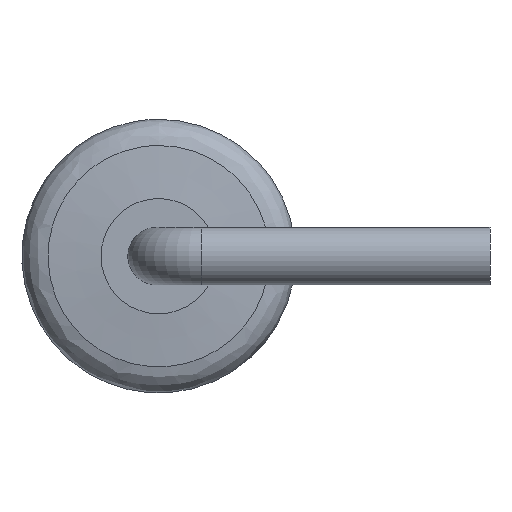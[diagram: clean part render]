
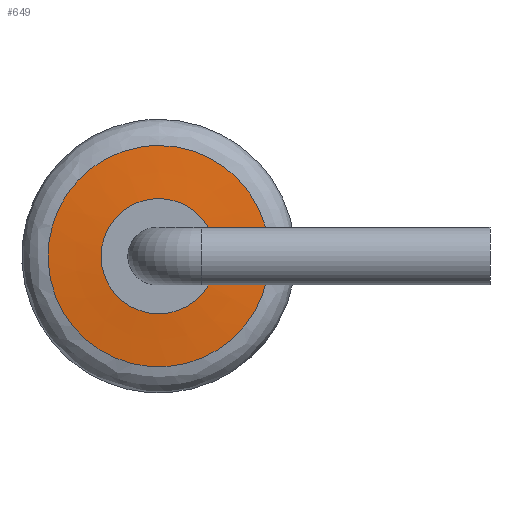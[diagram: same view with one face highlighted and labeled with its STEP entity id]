
A CAD part, left-side view. The second image highlights one B-rep face of the part: STEP entity #649.
In plain terms, the highlighted conical face has half-angle 84.806 degrees and reference radius 0.8 mm.
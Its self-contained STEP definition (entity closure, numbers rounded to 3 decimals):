
#410 = ( BOUNDED_SURFACE() B_SPLINE_SURFACE(2,13,(
    (#411,#412,#413,#414,#415,#416,#417,#418,#419,#420,#421,#422,#423
      ,#424)
    ,(#425,#426,#427,#428,#429,#430,#431,#432,#433,#434,#435,#436,#437
      ,#438)
    ,(#439,#440,#441,#442,#443,#444,#445,#446,#447,#448,#449,#450,#451
,#452
    )),.UNSPECIFIED.,.F.,.T.,.F.) B_SPLINE_SURFACE_WITH_KNOTS((3,3),(14,
    14),(0.,11.938),(0.,11.938),
.PIECEWISE_BEZIER_KNOTS.) GEOMETRIC_REPRESENTATION_ITEM() 
RATIONAL_B_SPLINE_SURFACE((
    (1.,1.,1.,1.,1.,1.,1.,1.,1.,1.,1.,1.,1.,1.)
    ,(0.738,0.738,0.738,0.738
      ,0.738,0.738,0.738,0.738
      ,0.738,0.738,0.738,0.738
      ,0.738,0.738)
,(1.,1.,1.,1.,1.,1.,1.,1.,1.,1.,1.,1.,1.,1.
))) REPRESENTATION_ITEM('') SURFACE() );
#411 = CARTESIAN_POINT('',(-5.433,0.,
    1.536));
#412 = CARTESIAN_POINT('',(-5.433,-0.732,
    1.536));
#413 = CARTESIAN_POINT('',(-5.433,-1.48,
    1.158));
#414 = CARTESIAN_POINT('',(-5.433,-2.016,
    0.38));
#415 = CARTESIAN_POINT('',(-5.433,-2.098,
    -0.691));
#416 = CARTESIAN_POINT('',(-5.433,-1.527,
    -1.616));
#417 = CARTESIAN_POINT('',(-5.433,-0.694,
    -2.295));
#418 = CARTESIAN_POINT('',(-5.433,0.694,
    -2.295));
#419 = CARTESIAN_POINT('',(-5.433,1.527,
    -1.616));
#420 = CARTESIAN_POINT('',(-5.433,2.098,
    -0.691));
#421 = CARTESIAN_POINT('',(-5.433,2.016,0.38
    ));
#422 = CARTESIAN_POINT('',(-5.433,1.48,1.158
    ));
#423 = CARTESIAN_POINT('',(-5.433,0.732,1.536
    ));
#424 = CARTESIAN_POINT('',(-5.433,0.,
    1.536));
#425 = CARTESIAN_POINT('',(-5.4,0.,1.9));
#426 = CARTESIAN_POINT('',(-5.4,-0.905,1.9));
#427 = CARTESIAN_POINT('',(-5.4,-1.831,1.432));
#428 = CARTESIAN_POINT('',(-5.4,-2.493,0.47));
#429 = CARTESIAN_POINT('',(-5.4,-2.595,-0.855));
#430 = CARTESIAN_POINT('',(-5.4,-1.889,
    -1.999));
#431 = CARTESIAN_POINT('',(-5.4,-0.859,
    -2.838));
#432 = CARTESIAN_POINT('',(-5.4,0.859,-2.838
    ));
#433 = CARTESIAN_POINT('',(-5.4,1.889,
    -1.999));
#434 = CARTESIAN_POINT('',(-5.4,2.595,-0.855));
#435 = CARTESIAN_POINT('',(-5.4,2.493,0.47));
#436 = CARTESIAN_POINT('',(-5.4,1.831,1.432));
#437 = CARTESIAN_POINT('',(-5.4,0.905,1.9));
#438 = CARTESIAN_POINT('',(-5.4,0.,1.9));
#439 = CARTESIAN_POINT('',(-5.035,0.,1.9));
#440 = CARTESIAN_POINT('',(-5.035,-0.905,1.9));
#441 = CARTESIAN_POINT('',(-5.035,-1.831,1.432)
  );
#442 = CARTESIAN_POINT('',(-5.035,-2.493,
    0.47));
#443 = CARTESIAN_POINT('',(-5.035,-2.595,
    -0.855));
#444 = CARTESIAN_POINT('',(-5.035,-1.889,
    -1.999));
#445 = CARTESIAN_POINT('',(-5.035,-0.859,-2.838)
  );
#446 = CARTESIAN_POINT('',(-5.035,0.859,
    -2.838));
#447 = CARTESIAN_POINT('',(-5.035,1.889,-1.999
    ));
#448 = CARTESIAN_POINT('',(-5.035,2.595,-0.855
    ));
#449 = CARTESIAN_POINT('',(-5.035,2.493,0.47)
  );
#450 = CARTESIAN_POINT('',(-5.035,1.831,1.432
    ));
#451 = CARTESIAN_POINT('',(-5.035,0.905,1.9));
#452 = CARTESIAN_POINT('',(-5.035,0.,1.9));
#521 = VERTEX_POINT('',#522);
#522 = CARTESIAN_POINT('',(-5.433,0.,
    1.536));
#543 = EDGE_CURVE('',#521,#521,#544,.T.);
#544 = SURFACE_CURVE('',#545,(#560,#567),.PCURVE_S1.);
#545 = ( BOUNDED_CURVE() B_SPLINE_CURVE(13,(#546,#547,#548,#549,#550,
    #551,#552,#553,#554,#555,#556,#557,#558,#559),.UNSPECIFIED.,.T.,.F.)
 B_SPLINE_CURVE_WITH_KNOTS((14,14),(0.,11.938),
.PIECEWISE_BEZIER_KNOTS.) CURVE() GEOMETRIC_REPRESENTATION_ITEM() 
RATIONAL_B_SPLINE_CURVE((1.,1.,1.,1.,1.,1.,1.,1.,1.,1.,1.,1.,1.,1.)) 
REPRESENTATION_ITEM('') );
#546 = CARTESIAN_POINT('',(-5.433,0.,
    1.536));
#547 = CARTESIAN_POINT('',(-5.433,-0.732,
    1.536));
#548 = CARTESIAN_POINT('',(-5.433,-1.48,
    1.158));
#549 = CARTESIAN_POINT('',(-5.433,-2.016,
    0.38));
#550 = CARTESIAN_POINT('',(-5.433,-2.098,
    -0.691));
#551 = CARTESIAN_POINT('',(-5.433,-1.527,
    -1.616));
#552 = CARTESIAN_POINT('',(-5.433,-0.694,
    -2.295));
#553 = CARTESIAN_POINT('',(-5.433,0.694,
    -2.295));
#554 = CARTESIAN_POINT('',(-5.433,1.527,
    -1.616));
#555 = CARTESIAN_POINT('',(-5.433,2.098,
    -0.691));
#556 = CARTESIAN_POINT('',(-5.433,2.016,0.38
    ));
#557 = CARTESIAN_POINT('',(-5.433,1.48,1.158
    ));
#558 = CARTESIAN_POINT('',(-5.433,0.732,1.536
    ));
#559 = CARTESIAN_POINT('',(-5.433,0.,
    1.536));
#560 = PCURVE('',#410,#561);
#561 = DEFINITIONAL_REPRESENTATION('',(#562),#566);
#562 = LINE('',#563,#564);
#563 = CARTESIAN_POINT('',(0.,0.));
#564 = VECTOR('',#565,1.);
#565 = DIRECTION('',(0.,1.));
#566 = ( GEOMETRIC_REPRESENTATION_CONTEXT(2) 
PARAMETRIC_REPRESENTATION_CONTEXT() REPRESENTATION_CONTEXT('2D SPACE',''
  ) );
#567 = PCURVE('',#568,#573);
#568 = CONICAL_SURFACE('',#569,0.8,1.48);
#569 = AXIS2_PLACEMENT_3D('',#570,#571,#572);
#570 = CARTESIAN_POINT('',(-5.5,0.,0.));
#571 = DIRECTION('',(1.,0.,0.));
#572 = DIRECTION('',(0.,0.,1.));
#573 = DEFINITIONAL_REPRESENTATION('',(#574),#613);
#574 = B_SPLINE_CURVE_WITH_KNOTS('',10,(#575,#576,#577,#578,#579,#580,
    #581,#582,#583,#584,#585,#586,#587,#588,#589,#590,#591,#592,#593,
    #594,#595,#596,#597,#598,#599,#600,#601,#602,#603,#604,#605,#606,
    #607,#608,#609,#610,#611,#612),.UNSPECIFIED.,.F.,.F.,(11,9,9,9,11),(
    0.,2.985,5.969,8.954,
    11.938),.UNSPECIFIED.);
#575 = CARTESIAN_POINT('',(0.,0.067));
#576 = CARTESIAN_POINT('',(0.155,0.067));
#577 = CARTESIAN_POINT('',(0.311,0.067));
#578 = CARTESIAN_POINT('',(0.468,0.067));
#579 = CARTESIAN_POINT('',(0.625,0.067));
#580 = CARTESIAN_POINT('',(0.782,0.067));
#581 = CARTESIAN_POINT('',(0.94,0.067));
#582 = CARTESIAN_POINT('',(1.098,0.067));
#583 = CARTESIAN_POINT('',(1.255,0.067));
#584 = CARTESIAN_POINT('',(1.413,0.067));
#585 = CARTESIAN_POINT('',(1.727,0.067));
#586 = CARTESIAN_POINT('',(1.885,0.067));
#587 = CARTESIAN_POINT('',(2.042,0.067));
#588 = CARTESIAN_POINT('',(2.199,0.067));
#589 = CARTESIAN_POINT('',(2.356,0.067));
#590 = CARTESIAN_POINT('',(2.513,0.067));
#591 = CARTESIAN_POINT('',(2.67,0.067));
#592 = CARTESIAN_POINT('',(2.827,0.067));
#593 = CARTESIAN_POINT('',(2.985,0.067));
#594 = CARTESIAN_POINT('',(3.299,0.067));
#595 = CARTESIAN_POINT('',(3.456,0.067));
#596 = CARTESIAN_POINT('',(3.613,0.067));
#597 = CARTESIAN_POINT('',(3.77,0.067));
#598 = CARTESIAN_POINT('',(3.927,0.067));
#599 = CARTESIAN_POINT('',(4.084,0.067));
#600 = CARTESIAN_POINT('',(4.241,0.067));
#601 = CARTESIAN_POINT('',(4.398,0.067));
#602 = CARTESIAN_POINT('',(4.556,0.067));
#603 = CARTESIAN_POINT('',(4.87,0.067));
#604 = CARTESIAN_POINT('',(5.028,0.067));
#605 = CARTESIAN_POINT('',(5.185,0.067));
#606 = CARTESIAN_POINT('',(5.343,0.067));
#607 = CARTESIAN_POINT('',(5.501,0.067));
#608 = CARTESIAN_POINT('',(5.658,0.067));
#609 = CARTESIAN_POINT('',(5.816,0.067));
#610 = CARTESIAN_POINT('',(5.972,0.067));
#611 = CARTESIAN_POINT('',(6.128,0.067));
#612 = CARTESIAN_POINT('',(6.283,0.067));
#613 = ( GEOMETRIC_REPRESENTATION_CONTEXT(2) 
PARAMETRIC_REPRESENTATION_CONTEXT() REPRESENTATION_CONTEXT('2D SPACE',''
  ) );
#649 = ADVANCED_FACE('',(#650),#568,.T.);
#650 = FACE_BOUND('',#651,.T.);
#651 = EDGE_LOOP('',(#652,#675,#702,#703));
#652 = ORIENTED_EDGE('',*,*,#653,.F.);
#653 = EDGE_CURVE('',#654,#521,#656,.T.);
#654 = VERTEX_POINT('',#655);
#655 = CARTESIAN_POINT('',(-5.5,0.,0.8));
#656 = SEAM_CURVE('',#657,(#661,#668),.PCURVE_S1.);
#657 = LINE('',#658,#659);
#658 = CARTESIAN_POINT('',(-5.5,0.,0.8));
#659 = VECTOR('',#660,1.);
#660 = DIRECTION('',(0.091,0.,
    0.996));
#661 = PCURVE('',#568,#662);
#662 = DEFINITIONAL_REPRESENTATION('',(#663),#667);
#663 = LINE('',#664,#665);
#664 = CARTESIAN_POINT('',(0.,0.));
#665 = VECTOR('',#666,1.);
#666 = DIRECTION('',(0.,1.));
#667 = ( GEOMETRIC_REPRESENTATION_CONTEXT(2) 
PARAMETRIC_REPRESENTATION_CONTEXT() REPRESENTATION_CONTEXT('2D SPACE',''
  ) );
#668 = PCURVE('',#568,#669);
#669 = DEFINITIONAL_REPRESENTATION('',(#670),#674);
#670 = LINE('',#671,#672);
#671 = CARTESIAN_POINT('',(6.283,0.));
#672 = VECTOR('',#673,1.);
#673 = DIRECTION('',(0.,1.));
#674 = ( GEOMETRIC_REPRESENTATION_CONTEXT(2) 
PARAMETRIC_REPRESENTATION_CONTEXT() REPRESENTATION_CONTEXT('2D SPACE',''
  ) );
#675 = ORIENTED_EDGE('',*,*,#676,.T.);
#676 = EDGE_CURVE('',#654,#654,#677,.T.);
#677 = SURFACE_CURVE('',#678,(#683,#690),.PCURVE_S1.);
#678 = CIRCLE('',#679,0.8);
#679 = AXIS2_PLACEMENT_3D('',#680,#681,#682);
#680 = CARTESIAN_POINT('',(-5.5,0.,0.));
#681 = DIRECTION('',(1.,0.,0.));
#682 = DIRECTION('',(0.,0.,1.));
#683 = PCURVE('',#568,#684);
#684 = DEFINITIONAL_REPRESENTATION('',(#685),#689);
#685 = LINE('',#686,#687);
#686 = CARTESIAN_POINT('',(0.,0.));
#687 = VECTOR('',#688,1.);
#688 = DIRECTION('',(1.,0.));
#689 = ( GEOMETRIC_REPRESENTATION_CONTEXT(2) 
PARAMETRIC_REPRESENTATION_CONTEXT() REPRESENTATION_CONTEXT('2D SPACE',''
  ) );
#690 = PCURVE('',#691,#696);
#691 = PLANE('',#692);
#692 = AXIS2_PLACEMENT_3D('',#693,#694,#695);
#693 = CARTESIAN_POINT('',(-5.5,0.,0.));
#694 = DIRECTION('',(1.,0.,0.));
#695 = DIRECTION('',(0.,0.,1.));
#696 = DEFINITIONAL_REPRESENTATION('',(#697),#701);
#697 = CIRCLE('',#698,0.8);
#698 = AXIS2_PLACEMENT_2D('',#699,#700);
#699 = CARTESIAN_POINT('',(0.,0.));
#700 = DIRECTION('',(1.,0.));
#701 = ( GEOMETRIC_REPRESENTATION_CONTEXT(2) 
PARAMETRIC_REPRESENTATION_CONTEXT() REPRESENTATION_CONTEXT('2D SPACE',''
  ) );
#702 = ORIENTED_EDGE('',*,*,#653,.T.);
#703 = ORIENTED_EDGE('',*,*,#543,.F.);
